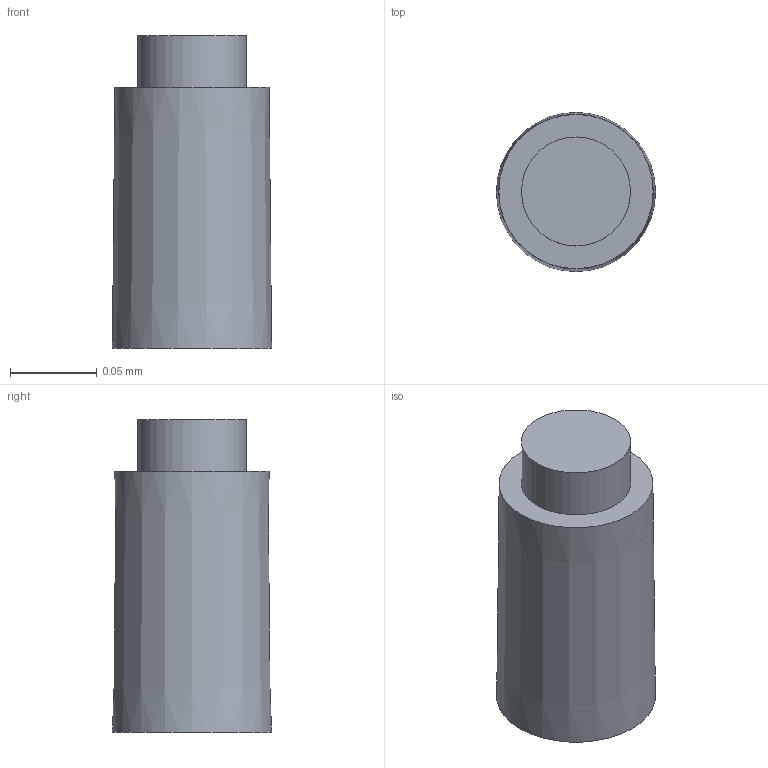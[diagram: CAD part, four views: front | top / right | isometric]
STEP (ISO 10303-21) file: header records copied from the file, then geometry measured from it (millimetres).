
FILE_DESCRIPTION(('Open CASCADE Model'),'2;1');
FILE_NAME('Open CASCADE Shape Model','2025-08-06T02:52:11',('Author'),( 'Open CASCADE'),'Open CASCADE STEP processor 7.7','Open CASCADE 7.7' ,'Unknown');
FILE_SCHEMA(('AUTOMOTIVE_DESIGN { 1 0 10303 214 1 1 1 1 }'));
Length unit declared in the file: millimetre
Products named in the file (1): Open CASCADE STEP translator 7.7 29
Bounding box: 0.09 x 0.09 x 0.18 mm (x, y, z)
Volume: 0 mm3; surface area: 0.1 mm2
Topology: 1 solids, 1 shells, 5 faces, 6 edges, 4 vertices
Faces by surface type: plane 3, cone 1, cylinder 1
Full cylindrical faces by diameter (mm): 0.063 x1
Entity records: 189 total; most frequent: CARTESIAN_POINT 31, DIRECTION 31, ORIENTED_EDGE 12, PCURVE 12, DEFINITIONAL_REPRESENTATION 12, AXIS2_PLACEMENT_3D 10, CIRCLE 8, LINE 7
